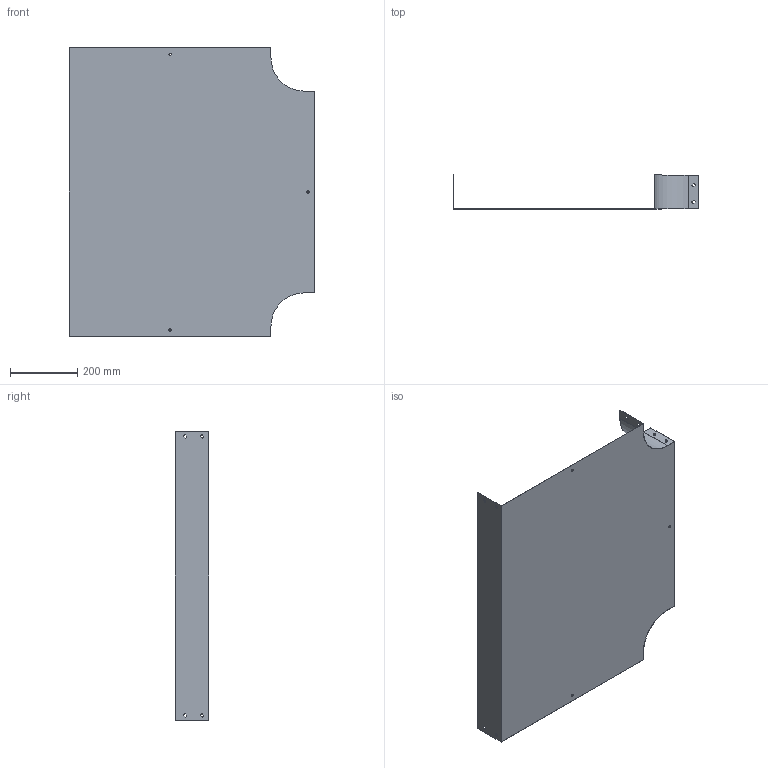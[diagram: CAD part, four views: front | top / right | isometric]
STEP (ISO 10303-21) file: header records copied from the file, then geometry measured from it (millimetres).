
FILE_DESCRIPTION (( 'STEP AP203' ), '1' );
FILE_NAME ('Îòâåòâèòåëü DPT_36167.STEP', '2012-11-09T09:42:50', ( 'Àñååâ' ), ( '' ), 'SwSTEP 2.0', 'SolidWorks 2012', '' );
FILE_SCHEMA (( 'CONFIG_CONTROL_DESIGN' ));
Length unit declared in the file: millimetre
Products named in the file (1): Îòâåòâèòåëü DPT_36167
Bounding box: 730 x 100 x 860 mm (x, y, z)
Volume: 580733.3 mm3; surface area: 1455123.6 mm2
Topology: 1 solids, 1 shells, 73 faces, 214 edges, 143 vertices
Faces by surface type: plane 42, cylinder 31
Full cylindrical faces by diameter (mm): 7 x3
Entity records: 2551 total; most frequent: CARTESIAN_POINT 426, DIRECTION 420, ORIENTED_EDGE 420, EDGE_CURVE 210, VECTOR 148, LINE 148, VERTEX_POINT 142, AXIS2_PLACEMENT_3D 136
